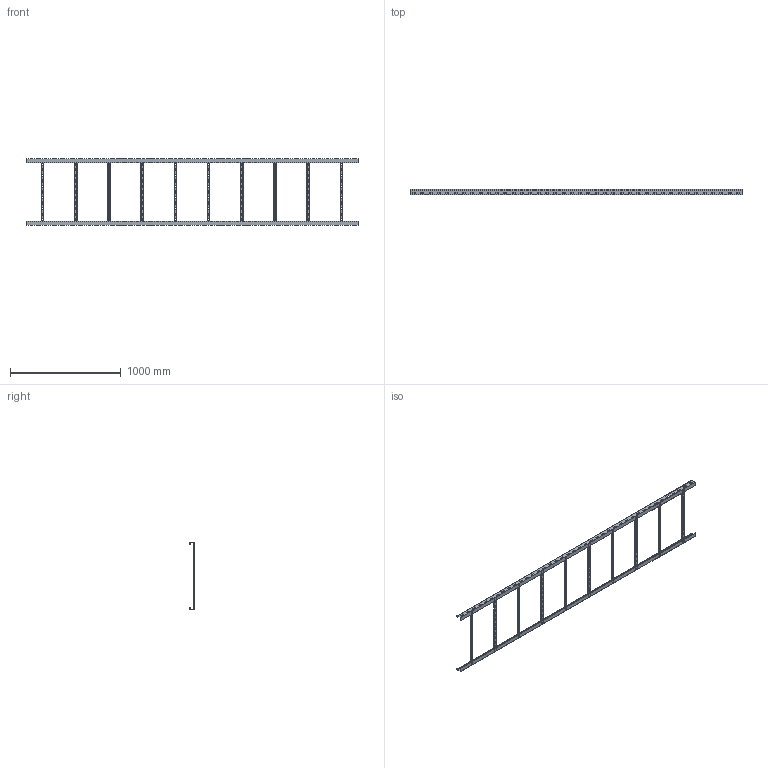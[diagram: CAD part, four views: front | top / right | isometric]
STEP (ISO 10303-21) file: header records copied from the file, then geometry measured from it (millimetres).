
FILE_DESCRIPTION (( 'STEP AP214' ), '1' );
FILE_NAME ('6200688.STP', '2017-03-21T12:49:34', ( '' ), ( '' ), 'SwSTEP 2.0', 'SolidWorks 2016', '' );
FILE_SCHEMA (( 'AUTOMOTIVE_DESIGN' ));
Length unit declared in the file: millimetre
Products named in the file (3): 6200688; KTS 05.010-041_Standard; KTS 05.016-034_NS 595
Assembly tree (12 placements, depth 2):
  6200688
    KTS 05.010-041_Standard  x2
    KTS 05.016-034_NS 595  x10
Bounding box: 3000 x 45 x 600 mm (x, y, z)
Volume: 1051656.2 mm3; surface area: 1635030.3 mm2
Topology: 12 solids, 12 shells, 1560 faces, 4792 edges, 3216 vertices
Faces by surface type: plane 716, cylinder 644, bspline 200
Entity records: 17286 total; most frequent: CARTESIAN_POINT 5131, ORIENTED_EDGE 2568, DIRECTION 2464, EDGE_CURVE 1284, VERTEX_POINT 856, VECTOR 834, LINE 834, AXIS2_PLACEMENT_3D 815
